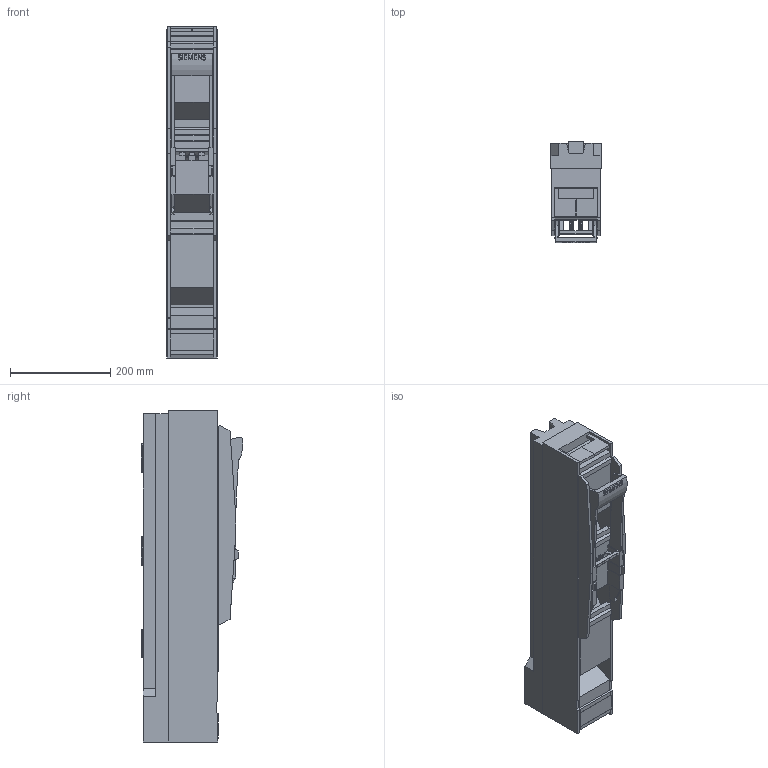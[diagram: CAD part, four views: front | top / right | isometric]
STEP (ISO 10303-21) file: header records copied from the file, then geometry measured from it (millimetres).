
FILE_DESCRIPTION(/* description */ (''),/* implementation_level */ '2;1');
FILE_NAME(/* name */ '3NJ41333BJ01_v.stp',/* time_stamp */ '2023-05-26T13:47:49+02:00',/* author */ (''),/* organization */ (''),/* preprocessor_version */ 'ST-DEVELOPER v18.101',/* originating_system */ 'SIEMENS PLM Software NX 2008',/* authorisation */ '');
FILE_SCHEMA (('AUTOMOTIVE_DESIGN { 1 0 10303 214 3 1 1 1 }'));
Length unit declared in the file: millimetre
Products named in the file (1): 3NJ41333BJ01_v11_final
Bounding box: 100 x 202.4 x 661.99 mm (x, y, z)
Volume: 7607559.4 mm3; surface area: 921054.2 mm2
Topology: 4 solids, 6 shells, 560 faces, 1605 edges, 1068 vertices
Faces by surface type: plane 432, cylinder 80, cone 30, extrusion 18
Full cylindrical faces by diameter (mm): 4.2 x2, 4.5 x2, 5.1 x6, 5.4 x6, 10 x3, 12 x4, 14 x1, 18.708 x2, 31.629 x2
Entity records: 20130 total; most frequent: CARTESIAN_POINT 3989, ORIENTED_EDGE 3114, DIRECTION 2748, EDGE_CURVE 1557, VECTOR 1222, LINE 1204, VERTEX_POINT 1054, AXIS2_PLACEMENT_3D 763
